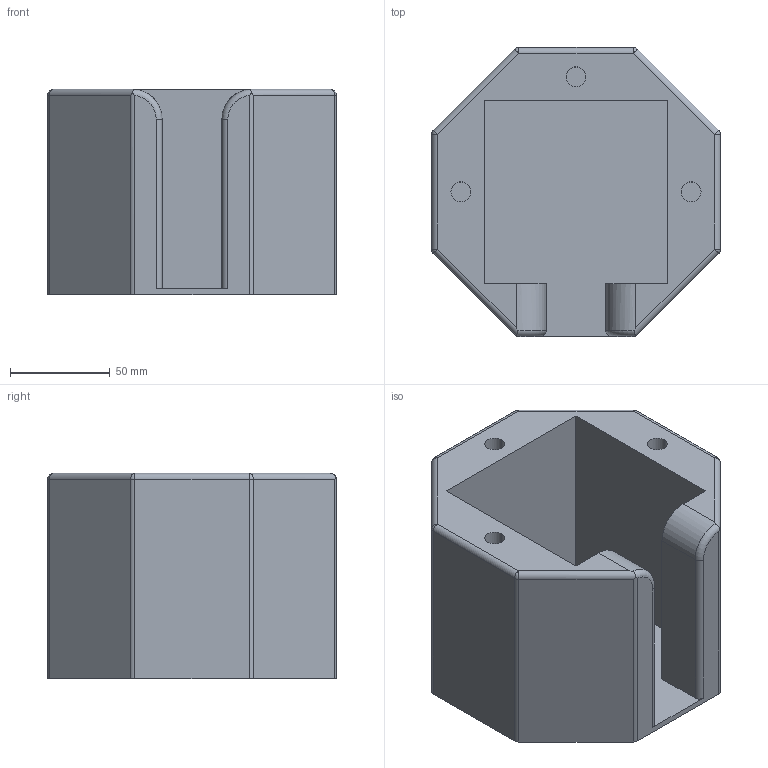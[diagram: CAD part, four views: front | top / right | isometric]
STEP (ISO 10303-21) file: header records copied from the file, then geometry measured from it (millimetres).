
FILE_DESCRIPTION(('Creo Elements/Direct Modeling STEP Export'),'2;1');
FILE_NAME('Box-30-Octagon-Parker.stp','2022-11-18T 4:06:25',(''),(''),'Creo Elements/Direct Modeling STEP processor for AP214 (Solid Model)','Creo Elements/Direct Modeling 20.3A 20-Jun-2020 (C) Parametric Technology GmbH','');
FILE_SCHEMA(('AUTOMOTIVE_DESIGN { 1 0 10303 214 1 1 1 1 }'));
Length unit declared in the file: millimetre
Products named in the file (2): Box-30-Octagon-Parker
Assembly tree (1 placements, depth 2):
  Box-30-Octagon-Parker
    Box-30-Octagon-Parker
Bounding box: 144.85 x 144.85 x 103 mm (x, y, z)
Volume: 844280.9 mm3; surface area: 125423.8 mm2
Topology: 1 solids, 1 shells, 54 faces, 133 edges, 78 vertices
Faces by surface type: cylinder 25, plane 21, sphere 6, torus 2
Entity records: 1825 total; most frequent: CARTESIAN_POINT 540, DIRECTION 267, ORIENTED_EDGE 254, EDGE_CURVE 127, AXIS2_PLACEMENT_3D 99, VERTEX_POINT 78, VECTOR 69, LINE 69
